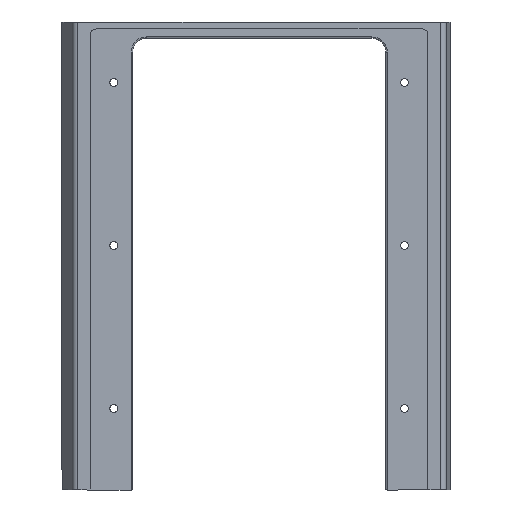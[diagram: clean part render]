
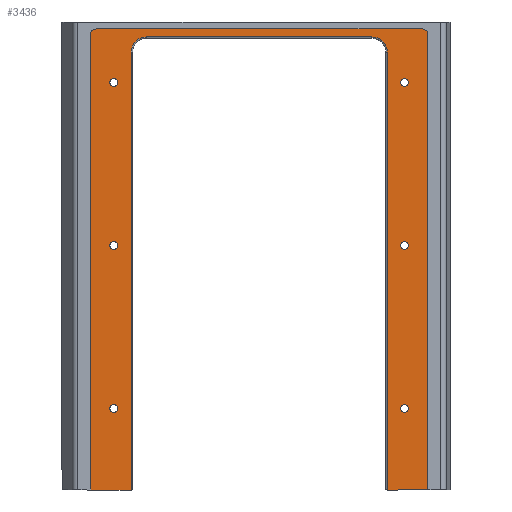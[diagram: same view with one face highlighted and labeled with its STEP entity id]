
A CAD part, front view. The second image highlights one B-rep face of the part: STEP entity #3436.
In plain terms, the highlighted planar face has unit normal (0, -1, 0).
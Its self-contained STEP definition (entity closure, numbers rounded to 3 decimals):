
#231=VECTOR('',#4064,1.);
#234=VECTOR('',#4080,1.);
#236=VECTOR('',#4093,1.);
#238=VECTOR('',#4095,1.);
#402=VECTOR('',#4564,1.);
#403=VECTOR('',#4567,1.);
#404=VECTOR('',#4570,1.);
#544=LINE('',#5121,#231);
#547=LINE('',#5137,#234);
#549=LINE('',#5149,#236);
#551=LINE('',#5151,#238);
#715=LINE('',#5818,#402);
#716=LINE('',#5822,#403);
#717=LINE('',#5826,#404);
#826=PLANE('',#3752);
#890=CIRCLE('',#3554,6.6);
#894=CIRCLE('',#3560,6.6);
#948=CIRCLE('',#3711,1.7);
#949=CIRCLE('',#3713,1.7);
#950=CIRCLE('',#3715,1.7);
#951=CIRCLE('',#3717,1.7);
#952=CIRCLE('',#3719,1.7);
#953=CIRCLE('',#3721,1.7);
#964=CIRCLE('',#3753,2.4);
#965=CIRCLE('',#3754,2.4);
#1126=VERTEX_POINT('',#5120);
#1127=VERTEX_POINT('',#5122);
#1129=VERTEX_POINT('',#5128);
#1131=VERTEX_POINT('',#5134);
#1133=VERTEX_POINT('',#5140);
#1135=VERTEX_POINT('',#5146);
#1137=VERTEX_POINT('',#5152);
#1259=VERTEX_POINT('',#5728);
#1260=VERTEX_POINT('',#5731);
#1261=VERTEX_POINT('',#5734);
#1262=VERTEX_POINT('',#5737);
#1263=VERTEX_POINT('',#5740);
#1264=VERTEX_POINT('',#5743);
#1281=VERTEX_POINT('',#5817);
#1282=VERTEX_POINT('',#5819);
#1283=VERTEX_POINT('',#5821);
#1284=VERTEX_POINT('',#5823);
#1285=VERTEX_POINT('',#5825);
#1496=EDGE_CURVE('',#1126,#1127,#544,.T.);
#1501=EDGE_CURVE('',#1127,#1129,#890,.T.);
#1504=EDGE_CURVE('',#1129,#1131,#547,.T.);
#1507=EDGE_CURVE('',#1131,#1133,#894,.T.);
#1510=EDGE_CURVE('',#1133,#1135,#549,.T.);
#1512=EDGE_CURVE('',#1135,#1137,#551,.T.);
#1717=EDGE_CURVE('',#1259,#1259,#948,.T.);
#1718=EDGE_CURVE('',#1260,#1260,#949,.T.);
#1719=EDGE_CURVE('',#1261,#1261,#950,.T.);
#1720=EDGE_CURVE('',#1262,#1262,#951,.T.);
#1721=EDGE_CURVE('',#1263,#1263,#952,.T.);
#1722=EDGE_CURVE('',#1264,#1264,#953,.T.);
#1759=EDGE_CURVE('',#1281,#1126,#551,.T.);
#1760=EDGE_CURVE('',#1281,#1282,#715,.T.);
#1761=EDGE_CURVE('',#1282,#1283,#964,.T.);
#1762=EDGE_CURVE('',#1283,#1284,#716,.T.);
#1763=EDGE_CURVE('',#1284,#1285,#965,.T.);
#1764=EDGE_CURVE('',#1285,#1137,#717,.T.);
#2610=ORIENTED_EDGE('',*,*,#1496,.F.);
#2611=ORIENTED_EDGE('',*,*,#1759,.F.);
#2612=ORIENTED_EDGE('',*,*,#1760,.T.);
#2613=ORIENTED_EDGE('',*,*,#1761,.T.);
#2614=ORIENTED_EDGE('',*,*,#1762,.T.);
#2615=ORIENTED_EDGE('',*,*,#1763,.T.);
#2616=ORIENTED_EDGE('',*,*,#1764,.T.);
#2617=ORIENTED_EDGE('',*,*,#1512,.F.);
#2618=ORIENTED_EDGE('',*,*,#1510,.F.);
#2619=ORIENTED_EDGE('',*,*,#1507,.F.);
#2620=ORIENTED_EDGE('',*,*,#1504,.F.);
#2621=ORIENTED_EDGE('',*,*,#1501,.F.);
#2622=ORIENTED_EDGE('',*,*,#1717,.T.);
#2623=ORIENTED_EDGE('',*,*,#1718,.T.);
#2624=ORIENTED_EDGE('',*,*,#1719,.T.);
#2625=ORIENTED_EDGE('',*,*,#1720,.T.);
#2626=ORIENTED_EDGE('',*,*,#1721,.T.);
#2627=ORIENTED_EDGE('',*,*,#1722,.T.);
#2988=EDGE_LOOP('',(#2610,#2611,#2612,#2613,#2614,#2615,#2616,#2617,#2618,
#2619,#2620,#2621));
#2989=EDGE_LOOP('',(#2622));
#2990=EDGE_LOOP('',(#2623));
#2991=EDGE_LOOP('',(#2624));
#2992=EDGE_LOOP('',(#2625));
#2993=EDGE_LOOP('',(#2626));
#2994=EDGE_LOOP('',(#2627));
#3230=FACE_BOUND('',#2988,.T.);
#3231=FACE_BOUND('',#2989,.T.);
#3232=FACE_BOUND('',#2990,.T.);
#3233=FACE_BOUND('',#2991,.T.);
#3234=FACE_BOUND('',#2992,.T.);
#3235=FACE_BOUND('',#2993,.T.);
#3236=FACE_BOUND('',#2994,.T.);
#3436=ADVANCED_FACE('',(#3230,#3231,#3232,#3233,#3234,#3235,#3236),#826,
 .F.);
#3554=AXIS2_PLACEMENT_3D('',#5131,#4073,#4074);
#3560=AXIS2_PLACEMENT_3D('',#5143,#4086,#4087);
#3711=AXIS2_PLACEMENT_3D('',#5727,#4465,#4466);
#3713=AXIS2_PLACEMENT_3D('',#5730,#4469,#4470);
#3715=AXIS2_PLACEMENT_3D('',#5733,#4473,#4474);
#3717=AXIS2_PLACEMENT_3D('',#5736,#4477,#4478);
#3719=AXIS2_PLACEMENT_3D('',#5739,#4481,#4482);
#3721=AXIS2_PLACEMENT_3D('',#5742,#4485,#4486);
#3752=AXIS2_PLACEMENT_3D('',#5816,#4563,$);
#3753=AXIS2_PLACEMENT_3D('',#5820,#4565,#4566);
#3754=AXIS2_PLACEMENT_3D('',#5824,#4568,#4569);
#4064=DIRECTION('',(0.,0.,1.));
#4073=DIRECTION('',(0.,-1.,0.));
#4074=DIRECTION('',(4.667,0.,4.667));
#4080=DIRECTION('',(-1.,0.,0.));
#4086=DIRECTION('',(0.,-1.,0.));
#4087=DIRECTION('',(-4.667,0.,4.667));
#4093=DIRECTION('',(0.,0.,-1.));
#4095=DIRECTION('',(-1.,0.,0.));
#4465=DIRECTION('',(0.,1.,0.));
#4466=DIRECTION('',(0.,0.,-1.7));
#4469=DIRECTION('',(0.,1.,0.));
#4470=DIRECTION('',(0.,0.,-1.7));
#4473=DIRECTION('',(0.,1.,0.));
#4474=DIRECTION('',(0.,0.,-1.7));
#4477=DIRECTION('',(0.,1.,0.));
#4478=DIRECTION('',(0.,0.,-1.7));
#4481=DIRECTION('',(0.,1.,0.));
#4482=DIRECTION('',(0.,0.,-1.7));
#4485=DIRECTION('',(0.,1.,0.));
#4486=DIRECTION('',(0.,0.,-1.7));
#4563=DIRECTION('',(0.,1.,0.));
#4564=DIRECTION('',(0.,0.,1.));
#4565=DIRECTION('',(0.,-1.,0.));
#4566=DIRECTION('',(1.697,0.,1.697));
#4567=DIRECTION('',(-1.,0.,0.));
#4568=DIRECTION('',(0.,-1.,0.));
#4569=DIRECTION('',(-1.697,0.,1.697));
#4570=DIRECTION('',(0.,0.,-1.));
#5120=CARTESIAN_POINT('',(134.785,1.6,0.));
#5121=CARTESIAN_POINT('',(134.785,1.6,98.));
#5122=CARTESIAN_POINT('',(134.785,1.6,188.));
#5128=CARTESIAN_POINT('',(128.185,1.6,194.6));
#5131=CARTESIAN_POINT('',(128.185,1.6,188.));
#5134=CARTESIAN_POINT('',(31.385,1.6,194.6));
#5137=CARTESIAN_POINT('',(79.785,1.6,194.6));
#5140=CARTESIAN_POINT('',(24.785,1.6,188.));
#5143=CARTESIAN_POINT('',(31.385,1.6,188.));
#5146=CARTESIAN_POINT('',(24.785,1.6,0.));
#5149=CARTESIAN_POINT('',(24.785,1.6,98.));
#5151=CARTESIAN_POINT('',(76.186,1.6,0.));
#5152=CARTESIAN_POINT('',(7.385,1.6,0.));
#5727=CARTESIAN_POINT('',(142.185,1.6,35.));
#5728=CARTESIAN_POINT('',(142.185,1.6,33.3));
#5730=CARTESIAN_POINT('',(142.185,1.6,105.));
#5731=CARTESIAN_POINT('',(142.185,1.6,103.3));
#5733=CARTESIAN_POINT('',(142.185,1.6,175.));
#5734=CARTESIAN_POINT('',(142.185,1.6,173.3));
#5736=CARTESIAN_POINT('',(17.335,1.6,175.));
#5737=CARTESIAN_POINT('',(17.335,1.6,173.3));
#5739=CARTESIAN_POINT('',(17.335,1.6,105.));
#5740=CARTESIAN_POINT('',(17.335,1.6,103.3));
#5742=CARTESIAN_POINT('',(17.335,1.6,35.));
#5743=CARTESIAN_POINT('',(17.335,1.6,33.3));
#5816=CARTESIAN_POINT('',(79.785,1.6,99.));
#5817=CARTESIAN_POINT('',(152.185,1.6,0.));
#5818=CARTESIAN_POINT('',(152.185,1.6,198.));
#5819=CARTESIAN_POINT('',(152.185,1.6,195.6));
#5820=CARTESIAN_POINT('',(149.785,1.6,195.6));
#5821=CARTESIAN_POINT('',(149.785,1.6,198.));
#5822=CARTESIAN_POINT('',(7.385,1.6,198.));
#5823=CARTESIAN_POINT('',(9.785,1.6,198.));
#5824=CARTESIAN_POINT('',(9.785,1.6,195.6));
#5825=CARTESIAN_POINT('',(7.385,1.6,195.6));
#5826=CARTESIAN_POINT('',(7.385,1.6,0.));
